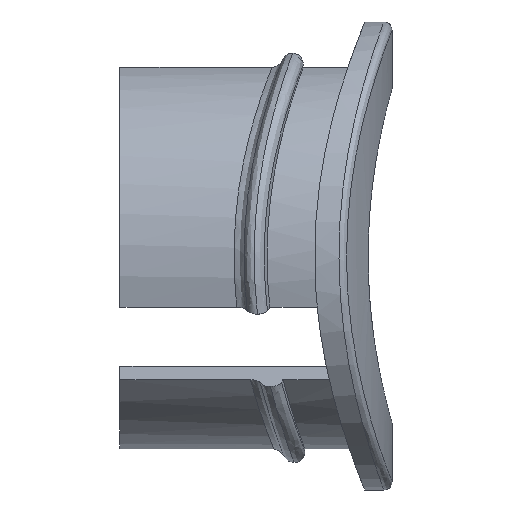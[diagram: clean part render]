
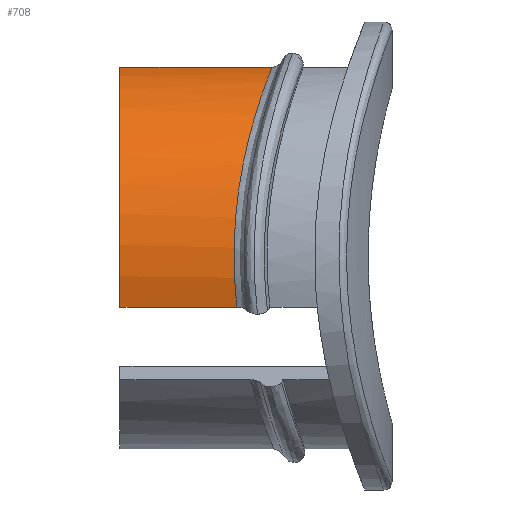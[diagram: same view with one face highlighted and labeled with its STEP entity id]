
A CAD part, left-side view. The second image highlights one B-rep face of the part: STEP entity #708.
In plain terms, the highlighted cylindrical face has radius 7.1 mm (diameter 14.2 mm), a partial arc.
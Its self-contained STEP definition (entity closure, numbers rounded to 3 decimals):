
#174 = B_SPLINE_CURVE_WITH_KNOTS ( 'NONE', 3,
 ( #1906, #1661, #1037, #1922, #997, #2615, #1209, #597, #2408, #2183, #1893, #775, #1224, #788, #537, #1702, #313, #2359, #1478, #1257, #1672, #377, #1009, #2584 ),
 .UNSPECIFIED., .F., .F.,
 ( 4, 2, 2, 2, 2, 2, 2, 2, 2, 2, 2, 4 ),
 ( 0., 0.001, 0.002, 0.003, 0.004, 0.005, 0.006, 0.007, 0.007, 0.009, 0.01, 0.012 ),
 .UNSPECIFIED. ) ;
#219 = EDGE_LOOP ( 'NONE', ( #2788, #2012, #1331, #1663 ) ) ;
#313 = CARTESIAN_POINT ( 'NONE',  ( -5.348, -16.827, 14.676 ) ) ;
#324 = CYLINDRICAL_SURFACE ( 'NONE', #1932, 7.1 ) ;
#343 = DIRECTION ( 'NONE',  ( 0., 0., 1. ) ) ;
#377 = CARTESIAN_POINT ( 'NONE',  ( -2.433, -17.492, 16.687 ) ) ;
#415 = CARTESIAN_POINT ( 'NONE',  ( -1.5, -17.593, 16.94 ) ) ;
#537 = CARTESIAN_POINT ( 'NONE',  ( -5.792, -16.683, 14.114 ) ) ;
#553 = LINE ( 'NONE', #2532, #1035 ) ;
#579 = CARTESIAN_POINT ( 'NONE',  ( 0., -22.002, 10. ) ) ;
#585 = VERTEX_POINT ( 'NONE', #1110 ) ;
#597 = CARTESIAN_POINT ( 'NONE',  ( -6.958, -16.25, 11.497 ) ) ;
#708 = ADVANCED_FACE ( 'NONE', ( #1034 ), #324, .T. ) ;
#759 = VECTOR ( 'NONE', #2312, 1000. ) ;
#775 = CARTESIAN_POINT ( 'NONE',  ( -6.289, -16.508, 13.304 ) ) ;
#788 = CARTESIAN_POINT ( 'NONE',  ( -5.926, -16.637, 13.918 ) ) ;
#959 = EDGE_CURVE ( 'NONE', #1555, #1998, #1630, .T. ) ;
#997 = CARTESIAN_POINT ( 'NONE',  ( -7.104, -16.19, 10.041 ) ) ;
#1009 = CARTESIAN_POINT ( 'NONE',  ( -1.977, -17.551, 16.837 ) ) ;
#1034 = FACE_OUTER_BOUND ( 'NONE', #219, .T. ) ;
#1035 = VECTOR ( 'NONE', #2588, 1000. ) ;
#1037 = CARTESIAN_POINT ( 'NONE',  ( -7.055, -16.21, 9.069 ) ) ;
#1045 = DIRECTION ( 'NONE',  ( 0., -1., 0. ) ) ;
#1110 = CARTESIAN_POINT ( 'NONE',  ( -6.847, -12., 8.122 ) ) ;
#1136 = CARTESIAN_POINT ( 'NONE',  ( -1.5, -12., 16.94 ) ) ;
#1209 = CARTESIAN_POINT ( 'NONE',  ( -7.062, -16.207, 10.772 ) ) ;
#1224 = CARTESIAN_POINT ( 'NONE',  ( -6.174, -16.55, 13.513 ) ) ;
#1257 = CARTESIAN_POINT ( 'NONE',  ( -3.73, -17.258, 16.06 ) ) ;
#1331 = ORIENTED_EDGE ( 'NONE', *, *, #959, .F. ) ;
#1402 = CARTESIAN_POINT ( 'NONE',  ( -1.5, -22.002, 16.94 ) ) ;
#1417 = CIRCLE ( 'NONE', #1605, 7.1 ) ;
#1478 = CARTESIAN_POINT ( 'NONE',  ( -4.504, -17.073, 15.509 ) ) ;
#1513 = VERTEX_POINT ( 'NONE', #2842 ) ;
#1555 = VERTEX_POINT ( 'NONE', #1136 ) ;
#1605 = AXIS2_PLACEMENT_3D ( 'NONE', #2415, #1045, #2822 ) ;
#1630 = LINE ( 'NONE', #1402, #759 ) ;
#1661 = CARTESIAN_POINT ( 'NONE',  ( -6.976, -16.243, 8.592 ) ) ;
#1663 = ORIENTED_EDGE ( 'NONE', *, *, #2151, .T. ) ;
#1672 = CARTESIAN_POINT ( 'NONE',  ( -3.308, -17.346, 16.301 ) ) ;
#1702 = CARTESIAN_POINT ( 'NONE',  ( -5.503, -16.778, 14.492 ) ) ;
#1797 = EDGE_CURVE ( 'NONE', #1513, #585, #553, .T. ) ;
#1893 = CARTESIAN_POINT ( 'NONE',  ( -6.497, -16.43, 12.874 ) ) ;
#1906 = CARTESIAN_POINT ( 'NONE',  ( -6.847, -16.294, 8.122 ) ) ;
#1922 = CARTESIAN_POINT ( 'NONE',  ( -7.101, -16.191, 9.796 ) ) ;
#1932 = AXIS2_PLACEMENT_3D ( 'NONE', #579, #2862, #343 ) ;
#1998 = VERTEX_POINT ( 'NONE', #415 ) ;
#2012 = ORIENTED_EDGE ( 'NONE', *, *, #2585, .T. ) ;
#2151 = EDGE_CURVE ( 'NONE', #1555, #585, #1417, .T. ) ;
#2183 = CARTESIAN_POINT ( 'NONE',  ( -6.591, -16.394, 12.651 ) ) ;
#2312 = DIRECTION ( 'NONE',  ( 0., -1., 0. ) ) ;
#2359 = CARTESIAN_POINT ( 'NONE',  ( -4.86, -16.975, 15.198 ) ) ;
#2408 = CARTESIAN_POINT ( 'NONE',  ( -6.839, -16.298, 11.968 ) ) ;
#2415 = CARTESIAN_POINT ( 'NONE',  ( 0., -12., 10. ) ) ;
#2532 = CARTESIAN_POINT ( 'NONE',  ( -6.847, -22.002, 8.122 ) ) ;
#2584 = CARTESIAN_POINT ( 'NONE',  ( -1.5, -17.593, 16.94 ) ) ;
#2585 = EDGE_CURVE ( 'NONE', #1513, #1998, #174, .T. ) ;
#2588 = DIRECTION ( 'NONE',  ( 0., 1., 0. ) ) ;
#2615 = CARTESIAN_POINT ( 'NONE',  ( -7.084, -16.198, 10.529 ) ) ;
#2788 = ORIENTED_EDGE ( 'NONE', *, *, #1797, .F. ) ;
#2822 = DIRECTION ( 'NONE',  ( 0., 0., 1. ) ) ;
#2842 = CARTESIAN_POINT ( 'NONE',  ( -6.847, -16.294, 8.122 ) ) ;
#2862 = DIRECTION ( 'NONE',  ( 0., 1., 0. ) ) ;
